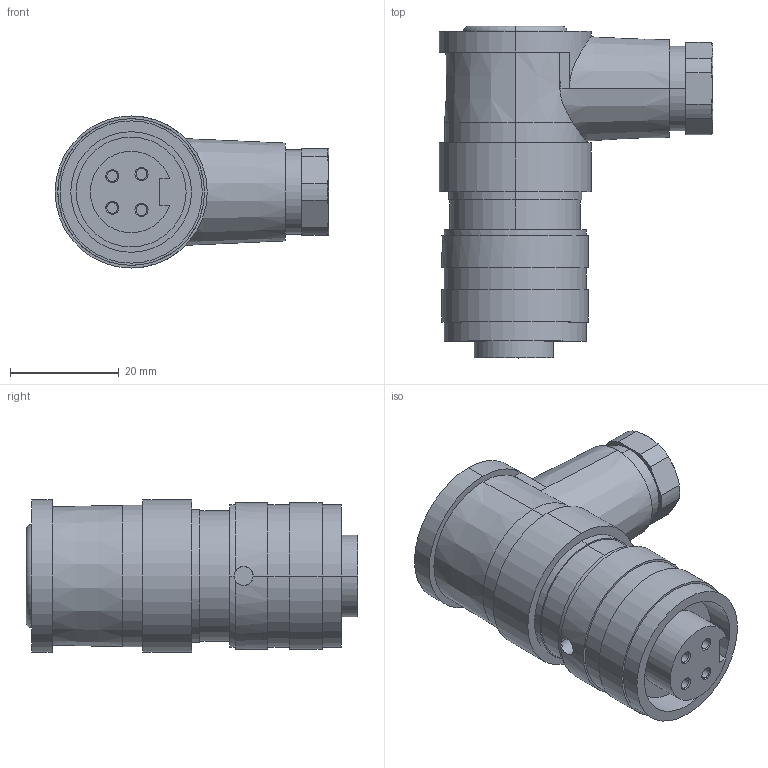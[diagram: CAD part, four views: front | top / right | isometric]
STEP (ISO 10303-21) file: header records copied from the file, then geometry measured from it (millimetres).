
FILE_DESCRIPTION((''),'2;1');
FILE_NAME('99-2442-52-04.stp','2005-04-20T07:42:07',('generator'),(''),'Autodesk Inventor 7','Autodesk Inventor 7','');
FILE_SCHEMA(('AUTOMOTIVE_DESIGN { 1 0 10303 214 1 1 1 1 }'));
Length unit declared in the file: millimetre
Products named in the file (1): 99-2442-52-04
Bounding box: 50.4 x 61.1 x 28 mm (x, y, z)
Volume: 35775.1 mm3; surface area: 9809.8 mm2
Topology: 1 solids, 1 shells, 112 faces, 248 edges, 158 vertices
Faces by surface type: cylinder 50, plane 37, cone 21, torus 4
Entity records: 3234 total; most frequent: CARTESIAN_POINT 675, DIRECTION 575, ORIENTED_EDGE 496, EDGE_CURVE 248, AXIS2_PLACEMENT_3D 242, VERTEX_POINT 158, EDGE_LOOP 132, CIRCLE 129
